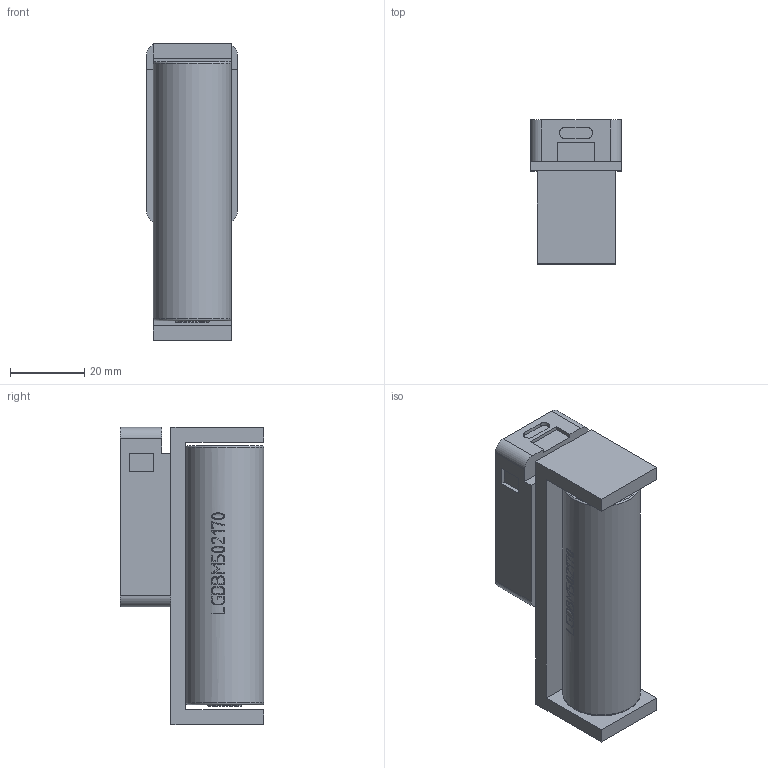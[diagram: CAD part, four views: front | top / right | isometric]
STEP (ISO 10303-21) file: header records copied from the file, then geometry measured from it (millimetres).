
FILE_DESCRIPTION(/* description */ (''),/* implementation_level */ '2;1');
FILE_NAME(/* name */ 'Assembly.step',/* time_stamp */ '2020-07-29T00:25:43-05:00',/* author */ (''),/* organization */ (''),/* preprocessor_version */ 'ST-DEVELOPER v18',/* originating_system */ 'Autodesk Translation Framework v8.2.0.1029',/* authorisation */ '');
FILE_SCHEMA (('AUTOMOTIVE_DESIGN { 1 0 10303 214 3 1 1 }'));
Length unit declared in the file: millimetre
Products named in the file (3): Enclosure; m5stick-c; Battery 21700 Cell
Assembly tree (2 placements, depth 2):
  Enclosure
    m5stick-c
    Battery 21700 Cell
Bounding box: 24.35 x 38.74 x 80.09 mm (x, y, z)
Volume: 49309.2 mm3; surface area: 16314.7 mm2
Topology: 3 solids, 3 shells, 374 faces, 1022 edges, 686 vertices
Faces by surface type: plane 176, bspline 140, cylinder 46, torus 8, cone 4
Full cylindrical faces by diameter (mm): 1 x1, 1.5 x1, 2 x2, 10.57 x1, 11.08 x1, 13.91 x1, 15.49 x1, 16.2 x1, 21.04 x1
Entity records: 20325 total; most frequent: CARTESIAN_POINT 11533, ORIENTED_EDGE 2044, DIRECTION 1397, EDGE_CURVE 1022, VERTEX_POINT 686, LINE 517, VECTOR 517, AXIS2_PLACEMENT_3D 440
